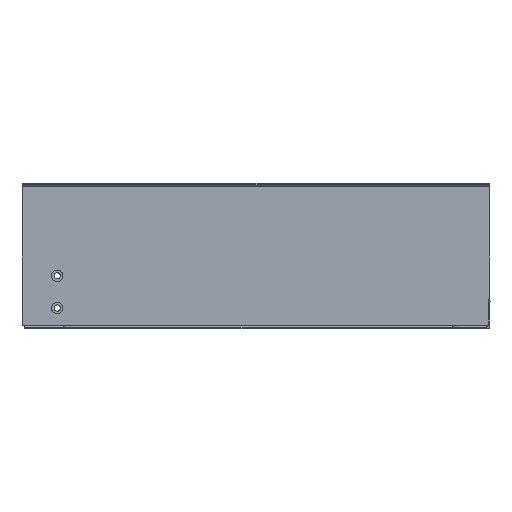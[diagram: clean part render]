
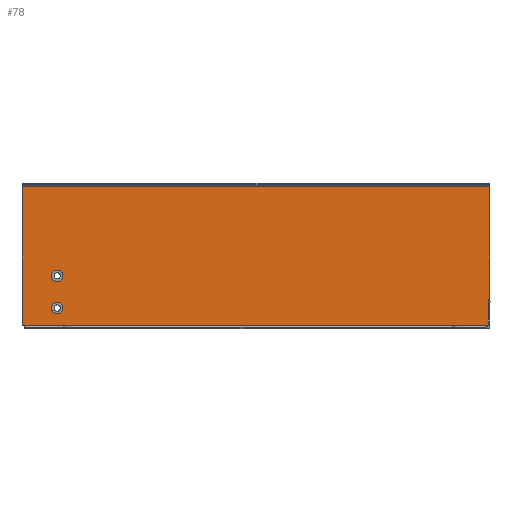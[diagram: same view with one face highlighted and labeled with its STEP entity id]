
A CAD part, left-side view. The second image highlights one B-rep face of the part: STEP entity #78.
In plain terms, the highlighted planar face has unit normal (-1, 0, 0).
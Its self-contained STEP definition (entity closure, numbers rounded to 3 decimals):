
#77 = ORIENTED_EDGE ( 'NONE', *, *, #4210, .F. ) ;
#78 = ADVANCED_FACE ( 'NONE', ( #1967, #913, #2070 ), #193, .T. ) ;
#171 = CARTESIAN_POINT ( 'NONE',  ( -623.741, 378.289, -749.715 ) ) ;
#186 = EDGE_CURVE ( 'NONE', #1130, #243, #1587, .T. ) ;
#193 = PLANE ( 'NONE',  #2369 ) ;
#210 = CARTESIAN_POINT ( 'NONE',  ( -623.741, 153.388, -775.816 ) ) ;
#243 = VERTEX_POINT ( 'NONE', #3071 ) ;
#259 = DIRECTION ( 'NONE',  ( 0., -1., 0. ) ) ;
#266 = DIRECTION ( 'NONE',  ( -1., 0., 0. ) ) ;
#341 = DIRECTION ( 'NONE',  ( 0., 0., -1. ) ) ;
#429 = VERTEX_POINT ( 'NONE', #612 ) ;
#539 = DIRECTION ( 'NONE',  ( 0., -1., 0. ) ) ;
#559 = VERTEX_POINT ( 'NONE', #2243 ) ;
#594 = LINE ( 'NONE', #2836, #649 ) ;
#612 = CARTESIAN_POINT ( 'NONE',  ( -623.741, 153.489, -702.915 ) ) ;
#624 = CIRCLE ( 'NONE', #1831, 3. ) ;
#636 = VECTOR ( 'NONE', #1841, 1000. ) ;
#649 = VECTOR ( 'NONE', #341, 1000. ) ;
#658 = CARTESIAN_POINT ( 'NONE',  ( -623.741, 153.388, -702.915 ) ) ;
#673 = AXIS2_PLACEMENT_3D ( 'NONE', #1501, #266, #539 ) ;
#675 = CARTESIAN_POINT ( 'NONE',  ( -623.741, 398.289, -775.715 ) ) ;
#718 = VERTEX_POINT ( 'NONE', #3546 ) ;
#736 = CIRCLE ( 'NONE', #3460, 3. ) ;
#797 = ORIENTED_EDGE ( 'NONE', *, *, #3396, .F. ) ;
#857 = DIRECTION ( 'NONE',  ( 0., 1., 0. ) ) ;
#913 = FACE_BOUND ( 'NONE', #2231, .T. ) ;
#1128 = CIRCLE ( 'NONE', #673, 3. ) ;
#1130 = VERTEX_POINT ( 'NONE', #4216 ) ;
#1166 = DIRECTION ( 'NONE',  ( -1., 0., 0. ) ) ;
#1198 = EDGE_CURVE ( 'NONE', #429, #243, #1241, .T. ) ;
#1237 = VECTOR ( 'NONE', #2709, 1000. ) ;
#1241 = LINE ( 'NONE', #658, #1237 ) ;
#1286 = DIRECTION ( 'NONE',  ( 0., -1., 0. ) ) ;
#1291 = DIRECTION ( 'NONE',  ( -1., 0., 0. ) ) ;
#1300 = CARTESIAN_POINT ( 'NONE',  ( -623.741, 381.289, -766.715 ) ) ;
#1374 = EDGE_CURVE ( 'NONE', #1761, #3070, #1128, .T. ) ;
#1489 = EDGE_LOOP ( 'NONE', ( #797, #1743, #1516, #2156, #1954 ) ) ;
#1501 = CARTESIAN_POINT ( 'NONE',  ( -623.741, 381.289, -749.715 ) ) ;
#1509 = CARTESIAN_POINT ( 'NONE',  ( -623.741, 378.289, -766.715 ) ) ;
#1516 = ORIENTED_EDGE ( 'NONE', *, *, #186, .F. ) ;
#1572 = CARTESIAN_POINT ( 'NONE',  ( -623.741, 384.289, -749.715 ) ) ;
#1587 = LINE ( 'NONE', #1874, #636 ) ;
#1656 = EDGE_LOOP ( 'NONE', ( #4331, #3615 ) ) ;
#1743 = ORIENTED_EDGE ( 'NONE', *, *, #1198, .T. ) ;
#1761 = VERTEX_POINT ( 'NONE', #171 ) ;
#1831 = AXIS2_PLACEMENT_3D ( 'NONE', #2020, #1974, #1965 ) ;
#1841 = DIRECTION ( 'NONE',  ( 0., 0., 1. ) ) ;
#1874 = CARTESIAN_POINT ( 'NONE',  ( -623.741, 399.789, -775.816 ) ) ;
#1954 = ORIENTED_EDGE ( 'NONE', *, *, #4135, .T. ) ;
#1965 = DIRECTION ( 'NONE',  ( 0., -1., 0. ) ) ;
#1967 = FACE_BOUND ( 'NONE', #1656, .T. ) ;
#1974 = DIRECTION ( 'NONE',  ( -1., 0., 0. ) ) ;
#2020 = CARTESIAN_POINT ( 'NONE',  ( -623.741, 381.289, -749.715 ) ) ;
#2070 = FACE_OUTER_BOUND ( 'NONE', #1489, .T. ) ;
#2156 = ORIENTED_EDGE ( 'NONE', *, *, #3253, .F. ) ;
#2191 = LINE ( 'NONE', #4003, #2651 ) ;
#2231 = EDGE_LOOP ( 'NONE', ( #77, #2794 ) ) ;
#2243 = CARTESIAN_POINT ( 'NONE',  ( -623.741, 384.289, -766.715 ) ) ;
#2366 = VERTEX_POINT ( 'NONE', #1509 ) ;
#2369 = AXIS2_PLACEMENT_3D ( 'NONE', #210, #1166, #259 ) ;
#2472 = VECTOR ( 'NONE', #2495, 1000. ) ;
#2495 = DIRECTION ( 'NONE',  ( 0., -1., 0. ) ) ;
#2498 = AXIS2_PLACEMENT_3D ( 'NONE', #2539, #2510, #2507 ) ;
#2507 = DIRECTION ( 'NONE',  ( 0., -1., 0. ) ) ;
#2510 = DIRECTION ( 'NONE',  ( -1., 0., 0. ) ) ;
#2539 = CARTESIAN_POINT ( 'NONE',  ( -623.741, 381.289, -766.715 ) ) ;
#2562 = CARTESIAN_POINT ( 'NONE',  ( -623.741, 153.438, -775.715 ) ) ;
#2651 = VECTOR ( 'NONE', #857, 1000. ) ;
#2709 = DIRECTION ( 'NONE',  ( 0., 1., 0. ) ) ;
#2794 = ORIENTED_EDGE ( 'NONE', *, *, #1374, .F. ) ;
#2836 = CARTESIAN_POINT ( 'NONE',  ( -623.741, 153.489, -775.816 ) ) ;
#3070 = VERTEX_POINT ( 'NONE', #1572 ) ;
#3071 = CARTESIAN_POINT ( 'NONE',  ( -623.741, 399.789, -702.915 ) ) ;
#3253 = EDGE_CURVE ( 'NONE', #3526, #1130, #2191, .T. ) ;
#3396 = EDGE_CURVE ( 'NONE', #429, #718, #594, .T. ) ;
#3460 = AXIS2_PLACEMENT_3D ( 'NONE', #1300, #1291, #1286 ) ;
#3503 = CIRCLE ( 'NONE', #2498, 3. ) ;
#3526 = VERTEX_POINT ( 'NONE', #675 ) ;
#3546 = CARTESIAN_POINT ( 'NONE',  ( -623.741, 153.489, -775.715 ) ) ;
#3615 = ORIENTED_EDGE ( 'NONE', *, *, #4335, .F. ) ;
#4003 = CARTESIAN_POINT ( 'NONE',  ( -623.741, 153.388, -775.715 ) ) ;
#4029 = LINE ( 'NONE', #2562, #2472 ) ;
#4124 = EDGE_CURVE ( 'NONE', #559, #2366, #3503, .T. ) ;
#4135 = EDGE_CURVE ( 'NONE', #3526, #718, #4029, .T. ) ;
#4210 = EDGE_CURVE ( 'NONE', #3070, #1761, #624, .T. ) ;
#4216 = CARTESIAN_POINT ( 'NONE',  ( -623.741, 399.789, -775.715 ) ) ;
#4331 = ORIENTED_EDGE ( 'NONE', *, *, #4124, .F. ) ;
#4335 = EDGE_CURVE ( 'NONE', #2366, #559, #736, .T. ) ;
